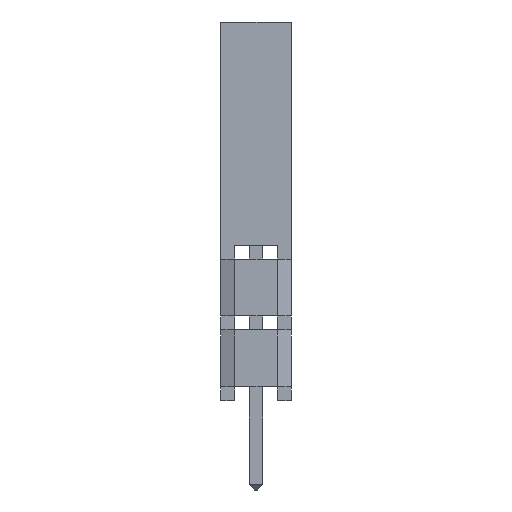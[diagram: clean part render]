
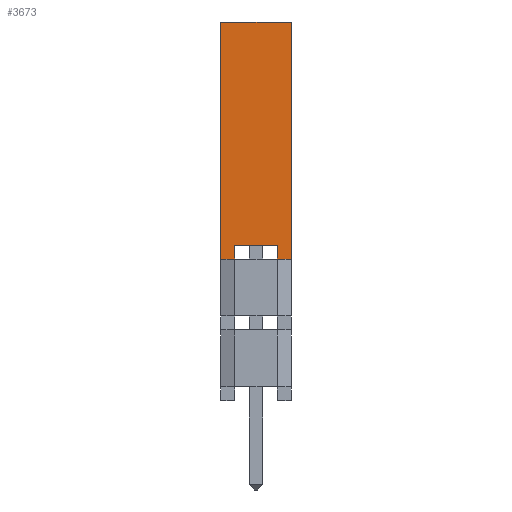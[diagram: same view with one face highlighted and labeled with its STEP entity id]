
A CAD part, left-side view. The second image highlights one B-rep face of the part: STEP entity #3673.
In plain terms, the highlighted planar face has unit normal (-1, 0, 0).
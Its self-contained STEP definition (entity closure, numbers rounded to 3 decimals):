
#1792 = VERTEX_POINT('',#1793);
#1793 = CARTESIAN_POINT('',(-1.27,-0.77,5.08));
#1838 = VERTEX_POINT('',#1839);
#1839 = CARTESIAN_POINT('',(-1.27,-1.27,5.08));
#1845 = EDGE_CURVE('',#1838,#1846,#1848,.T.);
#1846 = VERTEX_POINT('',#1847);
#1847 = CARTESIAN_POINT('',(-1.27,-1.27,13.58));
#1848 = LINE('',#1849,#1850);
#1849 = CARTESIAN_POINT('',(-1.27,-1.27,5.08));
#1850 = VECTOR('',#1851,1.);
#1851 = DIRECTION('',(0.,0.,1.));
#2271 = VERTEX_POINT('',#2272);
#2272 = CARTESIAN_POINT('',(-1.27,0.77,5.08));
#2334 = VERTEX_POINT('',#2335);
#2335 = CARTESIAN_POINT('',(-1.27,1.27,5.08));
#2341 = EDGE_CURVE('',#2334,#2342,#2344,.T.);
#2342 = VERTEX_POINT('',#2343);
#2343 = CARTESIAN_POINT('',(-1.27,1.27,13.58));
#2344 = LINE('',#2345,#2346);
#2345 = CARTESIAN_POINT('',(-1.27,1.27,5.08));
#2346 = VECTOR('',#2347,1.);
#2347 = DIRECTION('',(0.,0.,1.));
#3633 = EDGE_CURVE('',#1838,#1792,#3634,.T.);
#3634 = LINE('',#3635,#3636);
#3635 = CARTESIAN_POINT('',(-1.27,-1.27,5.08));
#3636 = VECTOR('',#3637,1.);
#3637 = DIRECTION('',(0.,1.,0.));
#3673 = ADVANCED_FACE('',(#3674),#3713,.F.);
#3674 = FACE_BOUND('',#3675,.F.);
#3675 = EDGE_LOOP('',(#3676,#3682,#3683,#3684,#3692,#3700,#3706,#3712));
#3676 = ORIENTED_EDGE('',*,*,#3677,.F.);
#3677 = EDGE_CURVE('',#1846,#2342,#3678,.T.);
#3678 = LINE('',#3679,#3680);
#3679 = CARTESIAN_POINT('',(-1.27,-1.27,13.58));
#3680 = VECTOR('',#3681,1.);
#3681 = DIRECTION('',(0.,1.,0.));
#3682 = ORIENTED_EDGE('',*,*,#1845,.F.);
#3683 = ORIENTED_EDGE('',*,*,#3633,.T.);
#3684 = ORIENTED_EDGE('',*,*,#3685,.T.);
#3685 = EDGE_CURVE('',#1792,#3686,#3688,.T.);
#3686 = VERTEX_POINT('',#3687);
#3687 = CARTESIAN_POINT('',(-1.27,-0.77,5.58));
#3688 = LINE('',#3689,#3690);
#3689 = CARTESIAN_POINT('',(-1.27,-0.77,5.08));
#3690 = VECTOR('',#3691,1.);
#3691 = DIRECTION('',(0.,0.,1.));
#3692 = ORIENTED_EDGE('',*,*,#3693,.T.);
#3693 = EDGE_CURVE('',#3686,#3694,#3696,.T.);
#3694 = VERTEX_POINT('',#3695);
#3695 = CARTESIAN_POINT('',(-1.27,0.77,5.58));
#3696 = LINE('',#3697,#3698);
#3697 = CARTESIAN_POINT('',(-1.27,-0.77,5.58));
#3698 = VECTOR('',#3699,1.);
#3699 = DIRECTION('',(0.,1.,0.));
#3700 = ORIENTED_EDGE('',*,*,#3701,.F.);
#3701 = EDGE_CURVE('',#2271,#3694,#3702,.T.);
#3702 = LINE('',#3703,#3704);
#3703 = CARTESIAN_POINT('',(-1.27,0.77,5.08));
#3704 = VECTOR('',#3705,1.);
#3705 = DIRECTION('',(0.,0.,1.));
#3706 = ORIENTED_EDGE('',*,*,#3707,.T.);
#3707 = EDGE_CURVE('',#2271,#2334,#3708,.T.);
#3708 = LINE('',#3709,#3710);
#3709 = CARTESIAN_POINT('',(-1.27,-1.27,5.08));
#3710 = VECTOR('',#3711,1.);
#3711 = DIRECTION('',(0.,1.,0.));
#3712 = ORIENTED_EDGE('',*,*,#2341,.T.);
#3713 = PLANE('',#3714);
#3714 = AXIS2_PLACEMENT_3D('',#3715,#3716,#3717);
#3715 = CARTESIAN_POINT('',(-1.27,-1.27,5.08));
#3716 = DIRECTION('',(1.,0.,0.));
#3717 = DIRECTION('',(0.,0.,1.));
